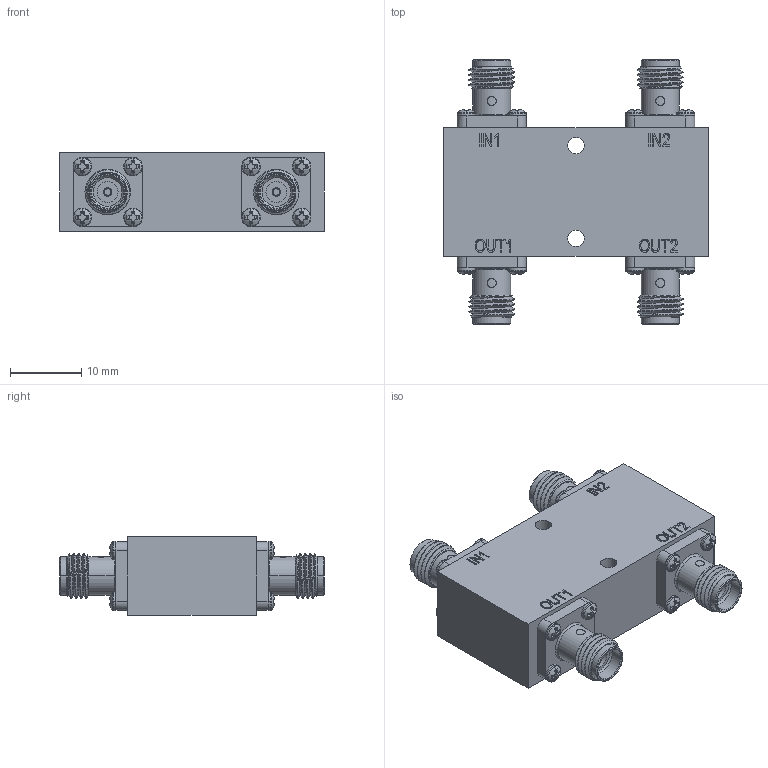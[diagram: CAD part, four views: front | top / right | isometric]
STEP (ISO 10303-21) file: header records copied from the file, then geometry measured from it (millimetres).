
FILE_DESCRIPTION (( 'STEP AP214' ), '1' );
FILE_NAME ('PE2CP1150 ¦ FMCP1150.step', '2021-05-20T15:03:41', ( '' ), ( '' ), 'SwSTEP 2.0', 'SolidWorks 2020', '' );
FILE_SCHEMA (( 'AUTOMOTIVE_DESIGN' ));
Length unit declared in the file: inch
Products named in the file (1): PE2CP1150 ｦ FMCP1150
Bounding box: 37 x 37.05 x 11 mm (x, y, z)
Volume: 8387.7 mm3; surface area: 4356.2 mm2
Topology: 1 solids, 17 shells, 912 faces, 2368 edges, 1548 vertices
Faces by surface type: plane 470, cylinder 180, cone 128, bspline 126, torus 8
Entity records: 36168 total; most frequent: CARTESIAN_POINT 15235, ORIENTED_EDGE 4736, DIRECTION 3798, EDGE_CURVE 2368, VERTEX_POINT 1548, AXIS2_PLACEMENT_3D 1387, VECTOR 1024, LINE 1024
